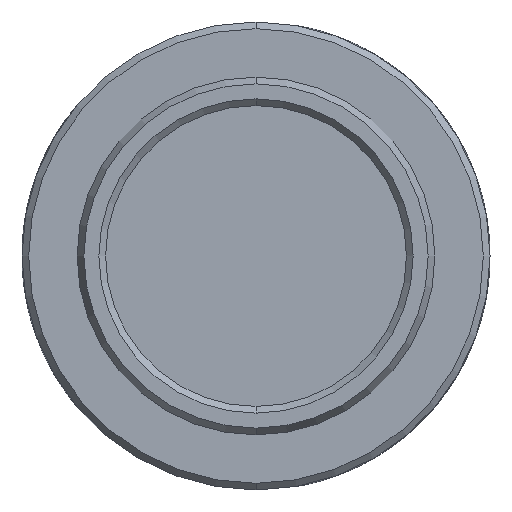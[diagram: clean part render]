
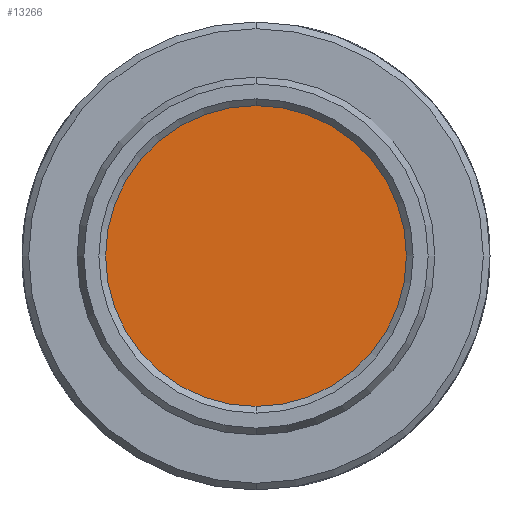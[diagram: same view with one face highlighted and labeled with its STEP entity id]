
A CAD part, left-side view. The second image highlights one B-rep face of the part: STEP entity #13266.
In plain terms, the highlighted planar face has unit normal (-1, 0, 0).
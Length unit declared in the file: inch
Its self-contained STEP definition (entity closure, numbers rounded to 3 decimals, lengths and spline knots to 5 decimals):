
#713 = DIRECTION ( 'NONE',  ( 0., 0., -1. ) ) ;
#1217 = DIRECTION ( 'NONE',  ( 1., 0., 0. ) ) ;
#2181 = CARTESIAN_POINT ( 'NONE',  ( -0.095, 0., 0.24722 ) ) ;
#3252 = CIRCLE ( 'NONE', #13669, 0.24722 ) ;
#3414 = DIRECTION ( 'NONE',  ( 1., 0., 0. ) ) ;
#3552 = EDGE_CURVE ( 'NONE', #10553, #15738, #3252, .T. ) ;
#4932 = CARTESIAN_POINT ( 'NONE',  ( -0.095, 0., 0. ) ) ;
#5914 = AXIS2_PLACEMENT_3D ( 'NONE', #4932, #9162, #713 ) ;
#7147 = ORIENTED_EDGE ( 'NONE', *, *, #3552, .F. ) ;
#7509 = CIRCLE ( 'NONE', #14401, 0.24722 ) ;
#7755 = PLANE ( 'NONE',  #5914 ) ;
#8114 = FACE_OUTER_BOUND ( 'NONE', #14892, .T. ) ;
#9162 = DIRECTION ( 'NONE',  ( 1., 0., 0. ) ) ;
#9597 = EDGE_CURVE ( 'NONE', #15738, #10553, #7509, .T. ) ;
#9677 = CARTESIAN_POINT ( 'NONE',  ( -0.095, 0., 0. ) ) ;
#10553 = VERTEX_POINT ( 'NONE', #13412 ) ;
#11099 = DIRECTION ( 'NONE',  ( 0., 0., -1. ) ) ;
#11854 = CARTESIAN_POINT ( 'NONE',  ( -0.095, 0., 0. ) ) ;
#13266 = ADVANCED_FACE ( 'NONE', ( #8114 ), #7755, .F. ) ;
#13273 = DIRECTION ( 'NONE',  ( 0., 0., -1. ) ) ;
#13412 = CARTESIAN_POINT ( 'NONE',  ( -0.095, 0., -0.24722 ) ) ;
#13631 = ORIENTED_EDGE ( 'NONE', *, *, #9597, .F. ) ;
#13669 = AXIS2_PLACEMENT_3D ( 'NONE', #11854, #3414, #13273 ) ;
#14401 = AXIS2_PLACEMENT_3D ( 'NONE', #9677, #1217, #11099 ) ;
#14892 = EDGE_LOOP ( 'NONE', ( #7147, #13631 ) ) ;
#15738 = VERTEX_POINT ( 'NONE', #2181 ) ;
